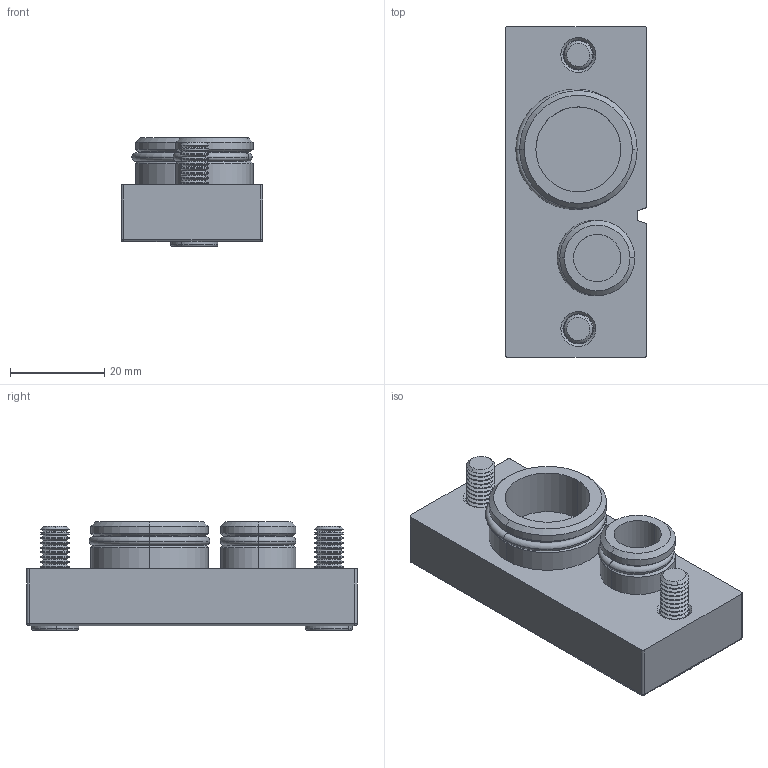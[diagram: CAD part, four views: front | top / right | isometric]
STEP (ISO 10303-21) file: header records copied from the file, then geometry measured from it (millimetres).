
FILE_DESCRIPTION (( 'STEP AP214' ), '1' );
FILE_NAME ('SIC-M221.001.D00.STEP', '2019-02-19T12:22:59', ( '' ), ( '' ), 'SwSTEP 2.0', 'SolidWorks 2018', '' );
FILE_SCHEMA (( 'AUTOMOTIVE_DESIGN' ));
Length unit declared in the file: millimetre
Products named in the file (1): SIC-M221.001.D00
Bounding box: 30 x 70 x 23 mm (x, y, z)
Volume: 19136.9 mm3; surface area: 14058.8 mm2
Topology: 5 solids, 5 shells, 315 faces, 771 edges, 468 vertices
Faces by surface type: cone 142, cylinder 93, plane 60, torus 16, sphere 4
Entity records: 12872 total; most frequent: DIRECTION 1809, CARTESIAN_POINT 1627, ORIENTED_EDGE 1526, EDGE_CURVE 763, AXIS2_PLACEMENT_3D 742, VERTEX_POINT 468, CIRCLE 426, EDGE_LOOP 333
